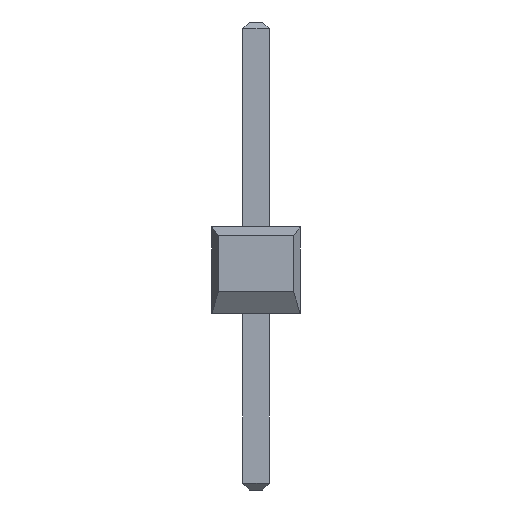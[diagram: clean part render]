
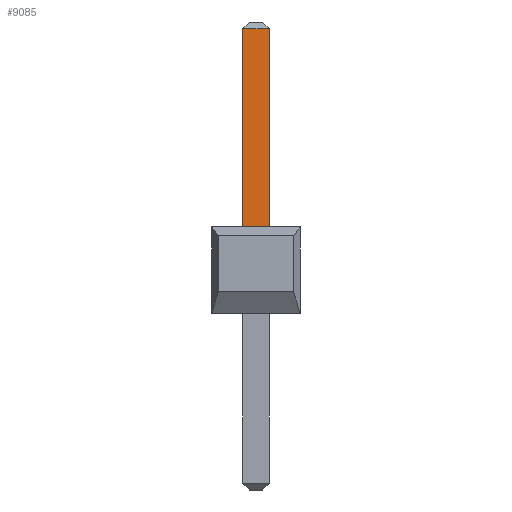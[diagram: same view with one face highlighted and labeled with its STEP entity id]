
A CAD part, left-side view. The second image highlights one B-rep face of the part: STEP entity #9085.
In plain terms, the highlighted planar face has unit normal (-1, 0, 0).
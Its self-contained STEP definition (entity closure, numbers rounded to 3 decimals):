
#8851=CARTESIAN_POINT('',(-0.381,0.381,8.192));
#8850=VERTEX_POINT('',#8851);
#8900=CARTESIAN_POINT('',(-0.381,-0.381,8.192));
#8899=VERTEX_POINT('',#8900);
#8898=EDGE_CURVE('',#8899,#8850,#8903,.T.);
#8903=LINE('',#8900,#8905);
#8905=VECTOR('',#8906,0.762);
#8906=DIRECTION('',(0.0,1.0,0.0));
#9047=CARTESIAN_POINT('',(-0.381,0.381,2.489));
#9046=VERTEX_POINT('',#9047);
#9055=EDGE_CURVE('',#8850,#9046,#9060,.T.);
#9060=LINE('',#8851,#9062);
#9062=VECTOR('',#9063,5.702);
#9063=DIRECTION('',(0.0,0.0,-1.0));
#9085=ADVANCED_FACE('',(#9091),#9086,.T.);
#9086=PLANE('',#9087);
#9087=AXIS2_PLACEMENT_3D('',#9088,#9089,#9090);
#9088=CARTESIAN_POINT('',(-0.381,0.381,2.489));
#9089=DIRECTION('',(-1.0,0.0,0.0));
#9090=DIRECTION('',(0.,0.,1.));
#9091=FACE_OUTER_BOUND('',#9092,.T.);
#9092=EDGE_LOOP('',(#9093,#9103,#9113,#9123));
#9096=CARTESIAN_POINT('',(-0.381,-0.381,2.489));
#9095=VERTEX_POINT('',#9096);
#9094=EDGE_CURVE('',#9095,#9046,#9099,.T.);
#9099=LINE('',#9096,#9101);
#9101=VECTOR('',#9102,0.762);
#9102=DIRECTION('',(0.0,1.0,0.0));
#9093=ORIENTED_EDGE('',*,*,#9094,.F.);
#9104=EDGE_CURVE('',#8899,#9095,#9109,.T.);
#9109=LINE('',#8900,#9111);
#9111=VECTOR('',#9112,5.702);
#9112=DIRECTION('',(0.0,0.0,-1.0));
#9103=ORIENTED_EDGE('',*,*,#9104,.F.);
#9113=ORIENTED_EDGE('',*,*,#8898,.T.);
#9123=ORIENTED_EDGE('',*,*,#9055,.T.);
